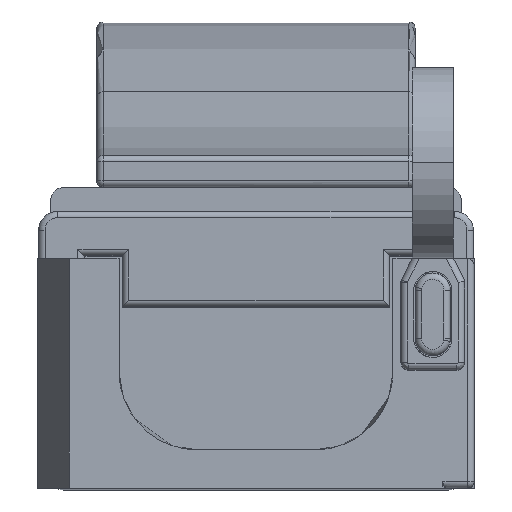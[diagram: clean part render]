
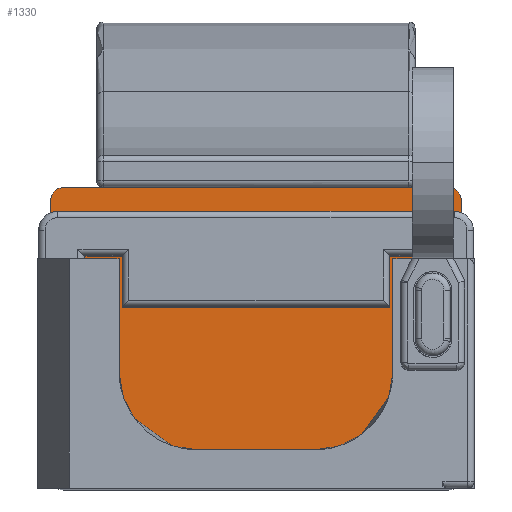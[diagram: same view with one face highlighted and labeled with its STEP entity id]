
A CAD part, top view. The second image highlights one B-rep face of the part: STEP entity #1330.
In plain terms, the highlighted planar face has unit normal (0, 0, 1).
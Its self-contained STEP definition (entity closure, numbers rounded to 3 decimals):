
#578=AXIS2_PLACEMENT_3D('Circle Axis2P3D',#576,#577,$) ;
#829=AXIS2_PLACEMENT_3D('Circle Axis2P3D',#827,#828,$) ;
#1196=AXIS2_PLACEMENT_3D('Plane Axis2P3D',#1193,#1194,#1195) ;
#1274=AXIS2_PLACEMENT_3D('Circle Axis2P3D',#1272,#1273,$) ;
#1293=AXIS2_PLACEMENT_3D('Circle Axis2P3D',#1291,#1292,$) ;
#307=CARTESIAN_POINT('Vertex',(0.8,9.45,40.216)) ;
#310=CARTESIAN_POINT('Line Origine',(6.85,9.45,40.216)) ;
#314=CARTESIAN_POINT('Vertex',(12.9,9.45,40.216)) ;
#576=CARTESIAN_POINT('Axis2P3D Location',(12.9,9.05,40.216)) ;
#580=CARTESIAN_POINT('Vertex',(13.3,9.05,40.216)) ;
#824=CARTESIAN_POINT('Vertex',(0.4,9.05,40.216)) ;
#827=CARTESIAN_POINT('Axis2P3D Location',(0.8,9.05,40.216)) ;
#1193=CARTESIAN_POINT('Axis2P3D Location',(1.01,9.45,40.216)) ;
#1198=CARTESIAN_POINT('Line Origine',(1.95,7.2,40.216)) ;
#1202=CARTESIAN_POINT('Vertex',(2.55,7.2,40.216)) ;
#1204=CARTESIAN_POINT('Vertex',(1.35,7.2,40.216)) ;
#1207=CARTESIAN_POINT('Line Origine',(2.55,5.425,40.216)) ;
#1211=CARTESIAN_POINT('Vertex',(2.55,3.65,40.216)) ;
#1215=CARTESIAN_POINT('Control Point',(5.,1.2,40.216)) ;
#1216=CARTESIAN_POINT('Control Point',(4.23,1.2,40.216)) ;
#1217=CARTESIAN_POINT('Control Point',(3.46,1.501,40.216)) ;
#1218=CARTESIAN_POINT('Control Point',(2.851,2.11,40.216)) ;
#1219=CARTESIAN_POINT('Control Point',(2.55,2.88,40.216)) ;
#1220=CARTESIAN_POINT('Control Point',(2.55,3.65,40.216)) ;
#1221=CARTESIAN_POINT('Vertex',(5.,1.2,40.216)) ;
#1225=CARTESIAN_POINT('Control Point',(8.7,1.2,40.216)) ;
#1226=CARTESIAN_POINT('Control Point',(7.96,1.2,40.216)) ;
#1227=CARTESIAN_POINT('Control Point',(7.22,1.2,40.216)) ;
#1228=CARTESIAN_POINT('Control Point',(6.48,1.2,40.216)) ;
#1229=CARTESIAN_POINT('Control Point',(5.74,1.2,40.216)) ;
#1230=CARTESIAN_POINT('Control Point',(5.,1.2,40.216)) ;
#1231=CARTESIAN_POINT('Vertex',(8.7,1.2,40.216)) ;
#1235=CARTESIAN_POINT('Control Point',(11.15,3.65,40.216)) ;
#1236=CARTESIAN_POINT('Control Point',(11.15,2.88,40.216)) ;
#1237=CARTESIAN_POINT('Control Point',(10.849,2.11,40.216)) ;
#1238=CARTESIAN_POINT('Control Point',(10.24,1.501,40.216)) ;
#1239=CARTESIAN_POINT('Control Point',(9.47,1.2,40.216)) ;
#1240=CARTESIAN_POINT('Control Point',(8.7,1.2,40.216)) ;
#1241=CARTESIAN_POINT('Vertex',(11.15,3.65,40.216)) ;
#1244=CARTESIAN_POINT('Line Origine',(11.15,5.425,40.216)) ;
#1248=CARTESIAN_POINT('Vertex',(11.15,7.2,40.216)) ;
#1251=CARTESIAN_POINT('Line Origine',(11.75,7.2,40.216)) ;
#1255=CARTESIAN_POINT('Vertex',(12.35,7.2,40.216)) ;
#1258=CARTESIAN_POINT('Line Origine',(12.35,3.6,40.216)) ;
#1262=CARTESIAN_POINT('Vertex',(12.35,0.,40.216)) ;
#1265=CARTESIAN_POINT('Line Origine',(12.625,0.,40.216)) ;
#1269=CARTESIAN_POINT('Vertex',(12.9,0.,40.216)) ;
#1272=CARTESIAN_POINT('Axis2P3D Location',(12.9,0.4,40.216)) ;
#1276=CARTESIAN_POINT('Vertex',(13.3,0.4,40.216)) ;
#1279=CARTESIAN_POINT('Line Origine',(13.3,4.725,40.216)) ;
#1284=CARTESIAN_POINT('Line Origine',(0.4,4.725,40.216)) ;
#1288=CARTESIAN_POINT('Vertex',(0.4,0.4,40.216)) ;
#1291=CARTESIAN_POINT('Axis2P3D Location',(0.8,0.4,40.216)) ;
#1295=CARTESIAN_POINT('Vertex',(0.8,0.,40.216)) ;
#1298=CARTESIAN_POINT('Line Origine',(1.075,0.,40.216)) ;
#1302=CARTESIAN_POINT('Vertex',(1.35,0.,40.216)) ;
#1305=CARTESIAN_POINT('Line Origine',(1.35,3.6,40.216)) ;
#311=DIRECTION('Vector Direction',(-1.,0.,0.)) ;
#577=DIRECTION('Axis2P3D Direction',(0.,0.,-1.)) ;
#828=DIRECTION('Axis2P3D Direction',(0.,0.,-1.)) ;
#1194=DIRECTION('Axis2P3D Direction',(-0.,0.,1.)) ;
#1195=DIRECTION('Axis2P3D XDirection',(0.,-1.,0.)) ;
#1199=DIRECTION('Vector Direction',(-1.,0.,0.)) ;
#1208=DIRECTION('Vector Direction',(0.,-1.,0.)) ;
#1245=DIRECTION('Vector Direction',(0.,-1.,0.)) ;
#1252=DIRECTION('Vector Direction',(1.,0.,0.)) ;
#1259=DIRECTION('Vector Direction',(0.,-1.,0.)) ;
#1266=DIRECTION('Vector Direction',(-1.,0.,0.)) ;
#1273=DIRECTION('Axis2P3D Direction',(-0.,0.,1.)) ;
#1280=DIRECTION('Vector Direction',(0.,-1.,0.)) ;
#1285=DIRECTION('Vector Direction',(0.,1.,0.)) ;
#1292=DIRECTION('Axis2P3D Direction',(-0.,0.,1.)) ;
#1299=DIRECTION('Vector Direction',(-1.,0.,0.)) ;
#1306=DIRECTION('Vector Direction',(0.,-1.,0.)) ;
#312=VECTOR('Line Direction',#311,1.) ;
#1200=VECTOR('Line Direction',#1199,1.) ;
#1209=VECTOR('Line Direction',#1208,1.) ;
#1246=VECTOR('Line Direction',#1245,1.) ;
#1253=VECTOR('Line Direction',#1252,1.) ;
#1260=VECTOR('Line Direction',#1259,1.) ;
#1267=VECTOR('Line Direction',#1266,1.) ;
#1281=VECTOR('Line Direction',#1280,1.) ;
#1286=VECTOR('Line Direction',#1285,1.) ;
#1300=VECTOR('Line Direction',#1299,1.) ;
#1307=VECTOR('Line Direction',#1306,1.) ;
#1311=ORIENTED_EDGE('',*,*,#1206,.F.) ;
#1312=ORIENTED_EDGE('',*,*,#1213,.T.) ;
#1313=ORIENTED_EDGE('',*,*,#1223,.F.) ;
#1314=ORIENTED_EDGE('',*,*,#1233,.F.) ;
#1315=ORIENTED_EDGE('',*,*,#1243,.F.) ;
#1316=ORIENTED_EDGE('',*,*,#1250,.F.) ;
#1317=ORIENTED_EDGE('',*,*,#1257,.F.) ;
#1318=ORIENTED_EDGE('',*,*,#1264,.T.) ;
#1319=ORIENTED_EDGE('',*,*,#1271,.F.) ;
#1320=ORIENTED_EDGE('',*,*,#1278,.T.) ;
#1321=ORIENTED_EDGE('',*,*,#1283,.F.) ;
#1322=ORIENTED_EDGE('',*,*,#582,.T.) ;
#1323=ORIENTED_EDGE('',*,*,#316,.T.) ;
#1324=ORIENTED_EDGE('',*,*,#831,.T.) ;
#1325=ORIENTED_EDGE('',*,*,#1290,.F.) ;
#1326=ORIENTED_EDGE('',*,*,#1297,.T.) ;
#1327=ORIENTED_EDGE('',*,*,#1304,.F.) ;
#1328=ORIENTED_EDGE('',*,*,#1309,.F.) ;
#1330=ADVANCED_FACE('Hauptk\X2\00F6\X0\rper',(#1329),#1197,.T.) ;
#1214=B_SPLINE_CURVE_WITH_KNOTS('',5,(#1215,#1216,#1217,#1218,#1219,#1220),.UNSPECIFIED.,.F.,.U.,(6,6),(0.,4.054),.UNSPECIFIED.) ;
#1224=B_SPLINE_CURVE_WITH_KNOTS('',5,(#1225,#1226,#1227,#1228,#1229,#1230),.UNSPECIFIED.,.F.,.U.,(6,6),(0.,3.7),.UNSPECIFIED.) ;
#1234=B_SPLINE_CURVE_WITH_KNOTS('',5,(#1235,#1236,#1237,#1238,#1239,#1240),.UNSPECIFIED.,.F.,.U.,(6,6),(0.,4.054),.UNSPECIFIED.) ;
#579=CIRCLE('generated circle',#578,0.4) ;
#830=CIRCLE('generated circle',#829,0.4) ;
#1275=CIRCLE('generated circle',#1274,0.4) ;
#1294=CIRCLE('generated circle',#1293,0.4) ;
#316=EDGE_CURVE('',#315,#308,#313,.T.) ;
#582=EDGE_CURVE('',#581,#315,#579,.F.) ;
#831=EDGE_CURVE('',#308,#825,#830,.F.) ;
#1206=EDGE_CURVE('',#1203,#1205,#1201,.T.) ;
#1213=EDGE_CURVE('',#1203,#1212,#1210,.T.) ;
#1223=EDGE_CURVE('',#1222,#1212,#1214,.T.) ;
#1233=EDGE_CURVE('',#1232,#1222,#1224,.T.) ;
#1243=EDGE_CURVE('',#1242,#1232,#1234,.T.) ;
#1250=EDGE_CURVE('',#1249,#1242,#1247,.T.) ;
#1257=EDGE_CURVE('',#1256,#1249,#1254,.F.) ;
#1264=EDGE_CURVE('',#1256,#1263,#1261,.T.) ;
#1271=EDGE_CURVE('',#1270,#1263,#1268,.T.) ;
#1278=EDGE_CURVE('',#1270,#1277,#1275,.T.) ;
#1283=EDGE_CURVE('',#581,#1277,#1282,.T.) ;
#1290=EDGE_CURVE('',#1289,#825,#1287,.T.) ;
#1297=EDGE_CURVE('',#1289,#1296,#1294,.T.) ;
#1304=EDGE_CURVE('',#1303,#1296,#1301,.T.) ;
#1309=EDGE_CURVE('',#1205,#1303,#1308,.T.) ;
#1310=EDGE_LOOP('',(#1311,#1312,#1313,#1314,#1315,#1316,#1317,#1318,#1319,#1320,#1321,#1322,#1323,#1324,#1325,#1326,#1327,#1328)) ;
#1329=FACE_OUTER_BOUND('',#1310,.T.) ;
#313=LINE('Line',#310,#312) ;
#1201=LINE('Line',#1198,#1200) ;
#1210=LINE('Line',#1207,#1209) ;
#1247=LINE('Line',#1244,#1246) ;
#1254=LINE('Line',#1251,#1253) ;
#1261=LINE('Line',#1258,#1260) ;
#1268=LINE('Line',#1265,#1267) ;
#1282=LINE('Line',#1279,#1281) ;
#1287=LINE('Line',#1284,#1286) ;
#1301=LINE('Line',#1298,#1300) ;
#1308=LINE('Line',#1305,#1307) ;
#1197=PLANE('',#1196) ;
#308=VERTEX_POINT('',#307) ;
#315=VERTEX_POINT('',#314) ;
#581=VERTEX_POINT('',#580) ;
#825=VERTEX_POINT('',#824) ;
#1203=VERTEX_POINT('',#1202) ;
#1205=VERTEX_POINT('',#1204) ;
#1212=VERTEX_POINT('',#1211) ;
#1222=VERTEX_POINT('',#1221) ;
#1232=VERTEX_POINT('',#1231) ;
#1242=VERTEX_POINT('',#1241) ;
#1249=VERTEX_POINT('',#1248) ;
#1256=VERTEX_POINT('',#1255) ;
#1263=VERTEX_POINT('',#1262) ;
#1270=VERTEX_POINT('',#1269) ;
#1277=VERTEX_POINT('',#1276) ;
#1289=VERTEX_POINT('',#1288) ;
#1296=VERTEX_POINT('',#1295) ;
#1303=VERTEX_POINT('',#1302) ;
